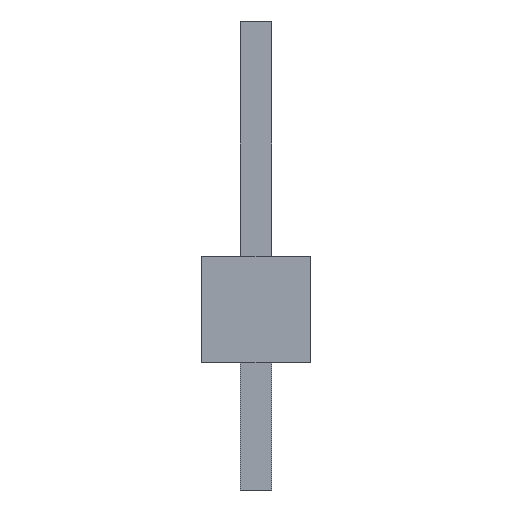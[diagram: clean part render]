
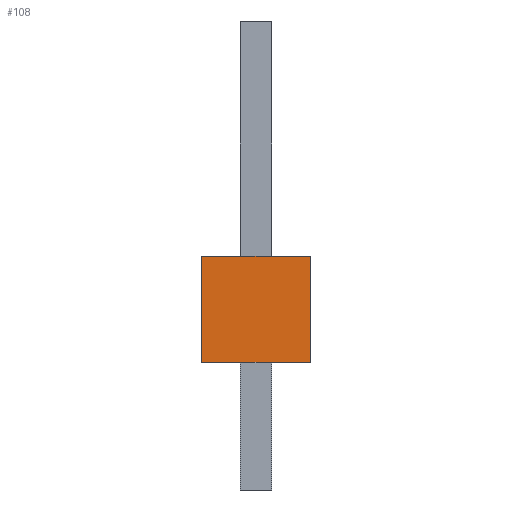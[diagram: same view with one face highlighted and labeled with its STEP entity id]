
A CAD part, front view. The second image highlights one B-rep face of the part: STEP entity #108.
In plain terms, the highlighted planar face has unit normal (0, -1, 0).
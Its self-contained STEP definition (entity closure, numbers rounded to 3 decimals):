
#13=DIRECTION('',(0.,0.,1.));
#14=DIRECTION('',(1.,0.,0.));
#59=EDGE_CURVE('',#60,#62,#64,.T.);
#60=VERTEX_POINT('',#61);
#61=CARTESIAN_POINT('',(-1.27,-1.271,0.));
#62=VERTEX_POINT('',#63);
#63=CARTESIAN_POINT('',(-1.27,-1.271,2.5));
#64=LINE('',#61,#65);
#65=VECTOR('',#13,1.);
#72=DIRECTION('',(0.,1.,0.));
#86=ORIENTED_EDGE('',*,*,#87,.F.);
#87=EDGE_CURVE('',#88,#90,#92,.T.);
#88=VERTEX_POINT('',#89);
#89=CARTESIAN_POINT('',(1.27,-1.271,0.));
#90=VERTEX_POINT('',#91);
#91=CARTESIAN_POINT('',(1.27,-1.271,2.5));
#92=LINE('',#89,#65);
#108=ADVANCED_FACE('',(#109),#119,.F.);
#109=FACE_BOUND('',#110,.F.);
#110=EDGE_LOOP('',(#111,#115,#116,#86));
#111=ORIENTED_EDGE('',*,*,#112,.F.);
#112=EDGE_CURVE('',#60,#88,#113,.T.);
#113=LINE('',#61,#114);
#114=VECTOR('',#14,1.);
#115=ORIENTED_EDGE('',*,*,#59,.T.);
#116=ORIENTED_EDGE('',*,*,#117,.T.);
#117=EDGE_CURVE('',#62,#90,#118,.T.);
#118=LINE('',#63,#114);
#119=PLANE('',#120);
#120=AXIS2_PLACEMENT_3D('',#61,#72,#13);
